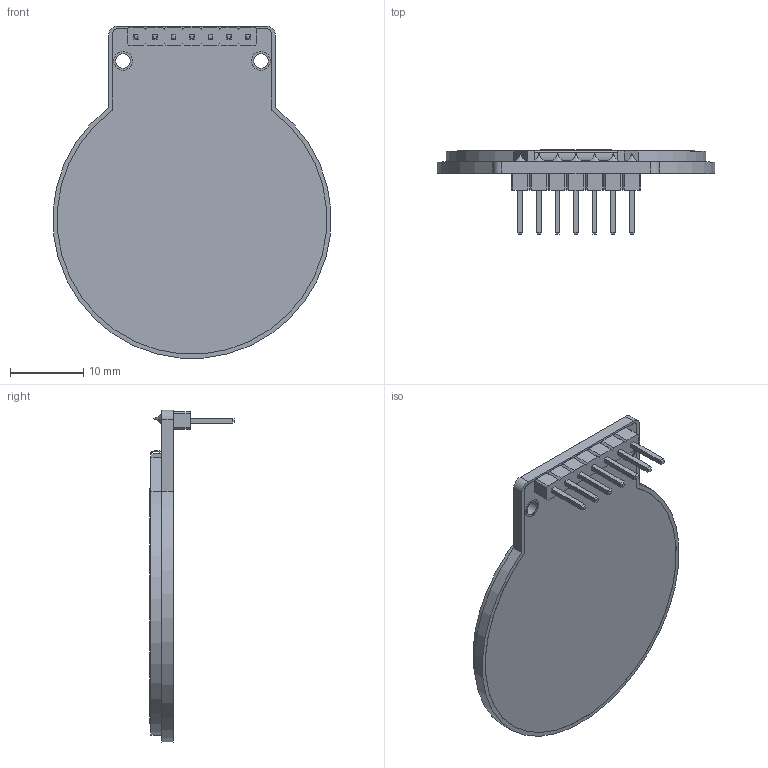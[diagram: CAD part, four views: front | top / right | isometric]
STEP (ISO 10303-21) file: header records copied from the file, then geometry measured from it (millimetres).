
FILE_DESCRIPTION(/* description */ (''),/* implementation_level */ '2;1');
FILE_NAME(/* name */ 'Teyleten Robot 1.28 Inch GC9A01 240x240 v1.step',/* time_stamp */ '2023-01-28T07:50:14-06:00',/* author */ (''),/* organization */ (''),/* preprocessor_version */ 'ST-DEVELOPER v19.2',/* originating_system */ 'Autodesk Translation Framework v11.17.0.187',/* authorisation */ '');
FILE_SCHEMA (('AUTOMOTIVE_DESIGN { 1 0 10303 214 3 1 1 }'));
Length unit declared in the file: millimetre
Products named in the file (5): Teyleten Robot 1.28 Inch GC9A01 240x240; TFT-Round-1.28 v1; Component5; Component6; Component4
Assembly tree (4 placements, depth 3):
  Teyleten Robot 1.28 Inch GC9A01 240x240
    TFT-Round-1.28 v1
      Component5
    Component6
      Component4
Bounding box: 38.02 x 11.51 x 45.43 mm (x, y, z)
Volume: 3926.2 mm3; surface area: 7553.7 mm2
Topology: 23 solids, 23 shells, 253 faces, 566 edges, 361 vertices
Faces by surface type: plane 207, cylinder 24, bspline 21, torus 1
Full cylindrical faces by diameter (mm): 2 x4, 2.533 x6, 32.4 x1
Entity records: 7610 total; most frequent: CARTESIAN_POINT 1770, ORIENTED_EDGE 1118, DIRECTION 1113, EDGE_CURVE 559, LINE 445, VECTOR 445, VERTEX_POINT 361, AXIS2_PLACEMENT_3D 334
